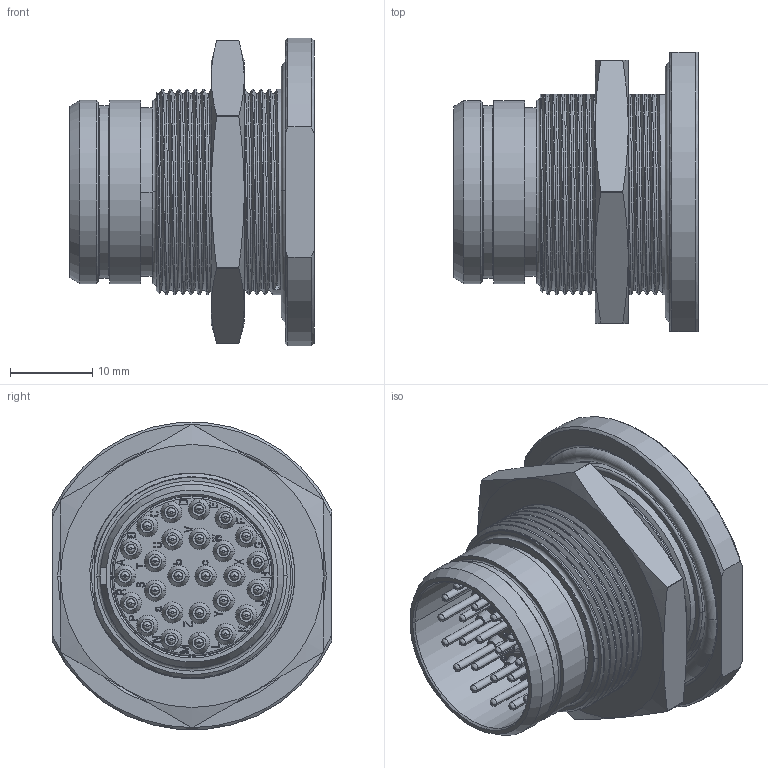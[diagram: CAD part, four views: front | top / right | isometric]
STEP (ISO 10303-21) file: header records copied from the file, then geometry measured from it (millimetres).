
FILE_DESCRIPTION((''),'2;1');
FILE_NAME('1332EV426MZ','2024-07-26T14:28:34',('paultorloting'),('NET AG system integration'),'CREO PARAMETRIC BY PTC INC, 2021404','CREO PARAMETRIC BY PTC INC, 2021404','');
FILE_SCHEMA(('AUTOMOTIVE_DESIGN { 1 0 10303 214 1 1 1 1 }'));
Products named in the file (1): 1332EV426MZ
Bounding box: 29.7 x 34 x 37.36 mm (x, y, z)
Volume: 9090.9 mm3; surface area: 11309.2 mm2
Topology: 1 solids, 16 shells, 1822 faces, 4457 edges, 2865 vertices
Faces by surface type: plane 933, cylinder 517, cone 138, torus 130, bspline 104
Entity records: 74839 total; most frequent: CARTESIAN_POINT 19875, DIRECTION 9047, ORIENTED_EDGE 8914, EDGE_CURVE 4457, AXIS2_PLACEMENT_3D 3220, VERTEX_POINT 2865, VECTOR 2604, LINE 2604
